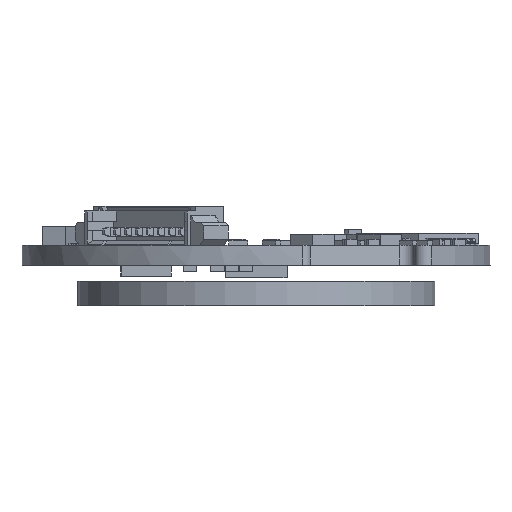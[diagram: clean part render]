
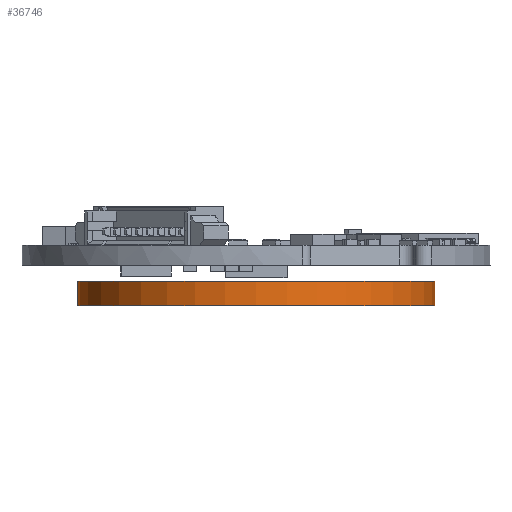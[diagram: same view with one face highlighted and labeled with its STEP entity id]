
A CAD part, front view. The second image highlights one B-rep face of the part: STEP entity #36746.
In plain terms, the highlighted cylindrical face has radius 14.5 mm (diameter 29 mm), a partial arc.
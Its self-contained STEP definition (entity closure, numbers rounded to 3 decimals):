
#1548 = CARTESIAN_POINT ( 'NONE',  ( -14.5, 0., 2. ) ) ;
#2556 = CARTESIAN_POINT ( 'NONE',  ( 0., 0., 2. ) ) ;
#5989 = ORIENTED_EDGE ( 'NONE', *, *, #6473, .F. ) ;
#6473 = EDGE_CURVE ( 'NONE', #57894, #50587, #11300, .T. ) ;
#9770 = DIRECTION ( 'NONE',  ( 0., 0., -1. ) ) ;
#10542 = EDGE_LOOP ( 'NONE', ( #38269, #5989, #15763, #56663 ) ) ;
#11235 = VECTOR ( 'NONE', #38096, 1000. ) ;
#11300 = CIRCLE ( 'NONE', #55051, 14.5 ) ;
#11948 = DIRECTION ( 'NONE',  ( 0., 0., 1. ) ) ;
#15609 = EDGE_CURVE ( 'NONE', #48584, #34330, #51769, .T. ) ;
#15763 = ORIENTED_EDGE ( 'NONE', *, *, #39901, .T. ) ;
#19855 = AXIS2_PLACEMENT_3D ( 'NONE', #41808, #9770, #41603 ) ;
#20014 = CARTESIAN_POINT ( 'NONE',  ( -14.5, 0., 2. ) ) ;
#21882 = DIRECTION ( 'NONE',  ( 1., 0., 0. ) ) ;
#26614 = CARTESIAN_POINT ( 'NONE',  ( 14.5, 0., 0. ) ) ;
#27205 = CARTESIAN_POINT ( 'NONE',  ( 14.5, 0., 2. ) ) ;
#29034 = CARTESIAN_POINT ( 'NONE',  ( -14.5, 0., 0. ) ) ;
#30227 = DIRECTION ( 'NONE',  ( 1., 0., 0. ) ) ;
#31030 = DIRECTION ( 'NONE',  ( 0., 0., 1. ) ) ;
#31873 = DIRECTION ( 'NONE',  ( 0., 0., -1. ) ) ;
#32453 = VECTOR ( 'NONE', #31873, 1000. ) ;
#32755 = EDGE_CURVE ( 'NONE', #50587, #34330, #46265, .T. ) ;
#34330 = VERTEX_POINT ( 'NONE', #26614 ) ;
#36746 = ADVANCED_FACE ( 'NONE', ( #40672 ), #39980, .T. ) ;
#38096 = DIRECTION ( 'NONE',  ( 0., 0., -1. ) ) ;
#38269 = ORIENTED_EDGE ( 'NONE', *, *, #32755, .F. ) ;
#39901 = EDGE_CURVE ( 'NONE', #57894, #48584, #46127, .T. ) ;
#39980 = CYLINDRICAL_SURFACE ( 'NONE', #19855, 14.5 ) ;
#40672 = FACE_OUTER_BOUND ( 'NONE', #10542, .T. ) ;
#41603 = DIRECTION ( 'NONE',  ( -1., 0., 0. ) ) ;
#41808 = CARTESIAN_POINT ( 'NONE',  ( 0., 0., 2. ) ) ;
#46058 = CARTESIAN_POINT ( 'NONE',  ( 14.5, 0., 2. ) ) ;
#46127 = LINE ( 'NONE', #1548, #11235 ) ;
#46265 = LINE ( 'NONE', #27205, #32453 ) ;
#48584 = VERTEX_POINT ( 'NONE', #29034 ) ;
#50587 = VERTEX_POINT ( 'NONE', #46058 ) ;
#51769 = CIRCLE ( 'NONE', #55351, 14.5 ) ;
#55051 = AXIS2_PLACEMENT_3D ( 'NONE', #2556, #11948, #30227 ) ;
#55351 = AXIS2_PLACEMENT_3D ( 'NONE', #58860, #31030, #21882 ) ;
#56663 = ORIENTED_EDGE ( 'NONE', *, *, #15609, .T. ) ;
#57894 = VERTEX_POINT ( 'NONE', #20014 ) ;
#58860 = CARTESIAN_POINT ( 'NONE',  ( 0., 0., 0. ) ) ;
